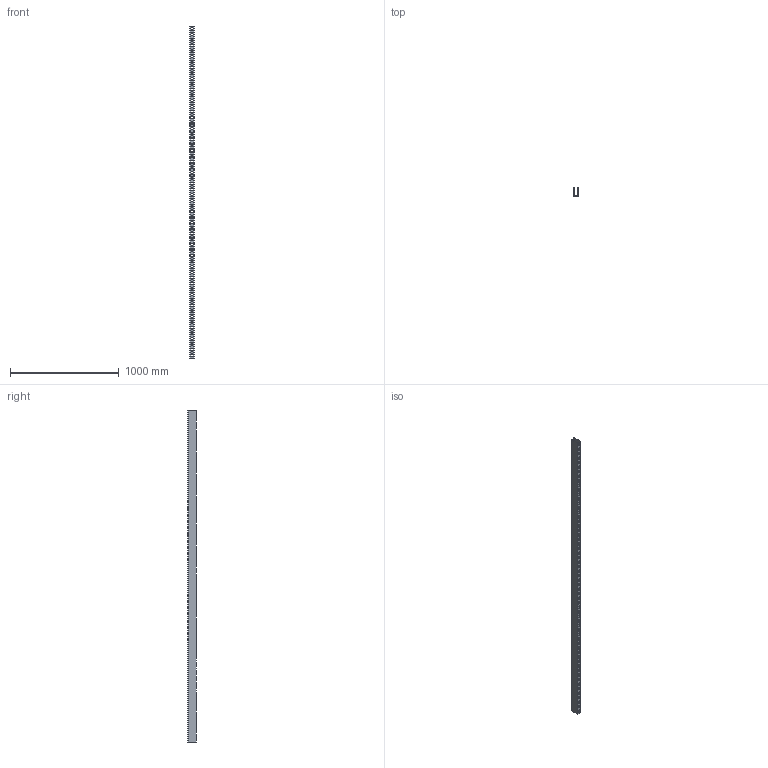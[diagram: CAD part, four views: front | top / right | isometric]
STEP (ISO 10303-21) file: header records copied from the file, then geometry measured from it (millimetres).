
FILE_DESCRIPTION(('TurboCAD Mac Pro'),'Build 980');
FILE_NAME('P5000T.stp',' ',(''),(''),'ACIS Interop','IMSI','TurboCAD Mac Pro BY IMSI, INCORPORATED');
FILE_SCHEMA(('automotive_design'));
Length unit declared in the file: inch
Products named in the file (1): 1
Bounding box: 41.27 x 82.55 x 3048 mm (x, y, z)
Volume: 1699875.8 mm3; surface area: 1300434 mm2
Topology: 1 solids, 1 shells, 392 faces, 1170 edges, 780 vertices
Faces by surface type: bspline 256, plane 136
Entity records: 17830 total; most frequent: CARTESIAN_POINT 5671, ORIENTED_EDGE 2340, EDGE_CURVE 1170, DIRECTION 932, VERTEX_POINT 780, LINE 658, VECTOR 658, EDGE_LOOP 512
